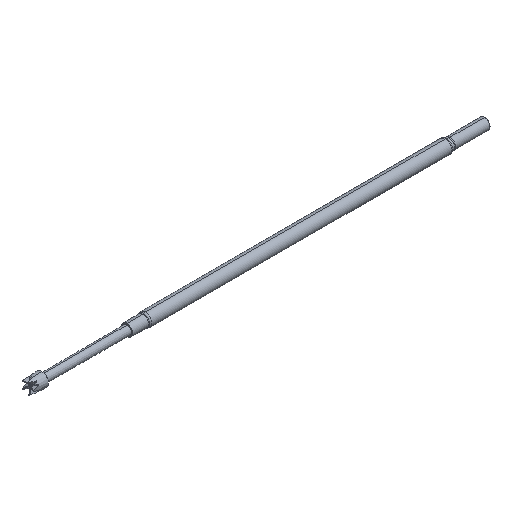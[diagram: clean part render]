
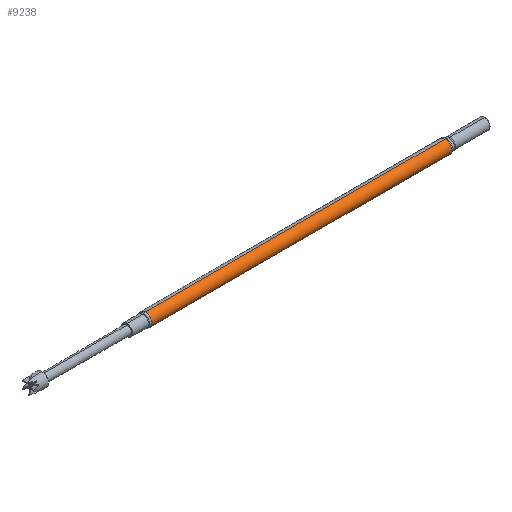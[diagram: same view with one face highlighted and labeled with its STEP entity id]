
A CAD part, isometric view. The second image highlights one B-rep face of the part: STEP entity #9238.
In plain terms, the highlighted cylindrical face has radius 0.51 mm (diameter 1.021 mm), a partial arc.
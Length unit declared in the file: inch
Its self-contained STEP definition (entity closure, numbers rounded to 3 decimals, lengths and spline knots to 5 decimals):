
#411 = VECTOR ( 'NONE', #15093, 39.37008 ) ;
#756 = EDGE_CURVE ( 'NONE', #14971, #6879, #14266, .T. ) ;
#859 = VERTEX_POINT ( 'NONE', #12306 ) ;
#981 = EDGE_CURVE ( 'NONE', #12428, #14971, #10041, .T. ) ;
#2656 = CARTESIAN_POINT ( 'NONE',  ( 0.05686, 0., -0.0201 ) ) ;
#3325 = DIRECTION ( 'NONE',  ( 1., 0., 0. ) ) ;
#3443 = DIRECTION ( 'NONE',  ( 0., 0., -1. ) ) ;
#4216 = DIRECTION ( 'NONE',  ( 1., 0., 0. ) ) ;
#4339 = DIRECTION ( 'NONE',  ( 1., 0., 0. ) ) ;
#4569 = AXIS2_PLACEMENT_3D ( 'NONE', #5955, #4339, #12507 ) ;
#4600 = AXIS2_PLACEMENT_3D ( 'NONE', #9845, #4216, #16384 ) ;
#4975 = ORIENTED_EDGE ( 'NONE', *, *, #756, .T. ) ;
#5040 = FACE_OUTER_BOUND ( 'NONE', #12048, .T. ) ;
#5515 = CARTESIAN_POINT ( 'NONE',  ( 1.1655, 0., -0.0201 ) ) ;
#5955 = CARTESIAN_POINT ( 'NONE',  ( 1.1655, 0., 0. ) ) ;
#6501 = ORIENTED_EDGE ( 'NONE', *, *, #8417, .F. ) ;
#6879 = VERTEX_POINT ( 'NONE', #16534 ) ;
#7628 = LINE ( 'NONE', #11021, #12310 ) ;
#8417 = EDGE_CURVE ( 'NONE', #12428, #859, #7628, .T. ) ;
#8600 = CIRCLE ( 'NONE', #4600, 0.0201 ) ;
#9036 = ORIENTED_EDGE ( 'NONE', *, *, #15512, .F. ) ;
#9238 = ADVANCED_FACE ( 'NONE', ( #5040 ), #9266, .T. ) ;
#9266 = CYLINDRICAL_SURFACE ( 'NONE', #4569, 0.0201 ) ;
#9845 = CARTESIAN_POINT ( 'NONE',  ( 0.986, 0., 0. ) ) ;
#10041 = CIRCLE ( 'NONE', #11661, 0.0201 ) ;
#11021 = CARTESIAN_POINT ( 'NONE',  ( 1.1655, 0., 0.0201 ) ) ;
#11210 = ORIENTED_EDGE ( 'NONE', *, *, #981, .T. ) ;
#11661 = AXIS2_PLACEMENT_3D ( 'NONE', #14186, #3325, #3443 ) ;
#12048 = EDGE_LOOP ( 'NONE', ( #6501, #11210, #4975, #9036 ) ) ;
#12177 = CARTESIAN_POINT ( 'NONE',  ( 0.05686, 0., 0.0201 ) ) ;
#12306 = CARTESIAN_POINT ( 'NONE',  ( 0.986, 0., 0.0201 ) ) ;
#12310 = VECTOR ( 'NONE', #12376, 39.37008 ) ;
#12376 = DIRECTION ( 'NONE',  ( 1., 0., 0. ) ) ;
#12428 = VERTEX_POINT ( 'NONE', #12177 ) ;
#12507 = DIRECTION ( 'NONE',  ( 0., 0., -1. ) ) ;
#14186 = CARTESIAN_POINT ( 'NONE',  ( 0.05686, 0., 0. ) ) ;
#14266 = LINE ( 'NONE', #5515, #411 ) ;
#14971 = VERTEX_POINT ( 'NONE', #2656 ) ;
#15093 = DIRECTION ( 'NONE',  ( 1., 0., 0. ) ) ;
#15512 = EDGE_CURVE ( 'NONE', #859, #6879, #8600, .T. ) ;
#16384 = DIRECTION ( 'NONE',  ( 0., 0., -1. ) ) ;
#16534 = CARTESIAN_POINT ( 'NONE',  ( 0.986, 0., -0.0201 ) ) ;
